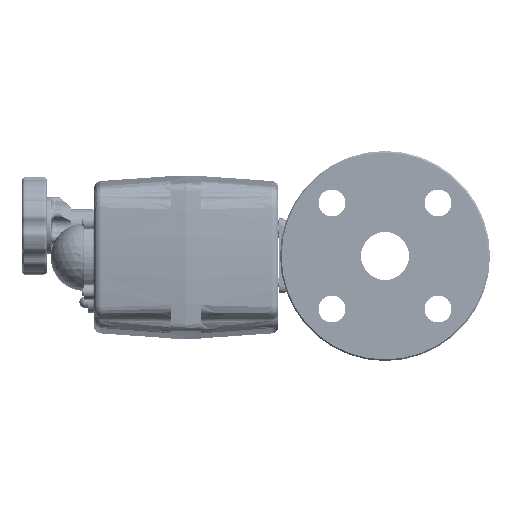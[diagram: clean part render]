
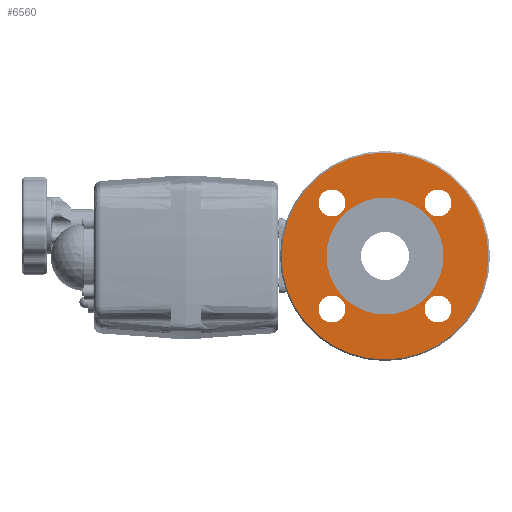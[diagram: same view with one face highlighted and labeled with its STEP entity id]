
A CAD part, left-side view. The second image highlights one B-rep face of the part: STEP entity #6560.
In plain terms, the highlighted planar face has unit normal (-1, 0, 0).
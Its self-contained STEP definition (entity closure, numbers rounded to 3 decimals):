
#6560=ADVANCED_FACE('',(#17763,#17764,#17765,#17766,#17767,#17768),#17769,.T.);
#17763=FACE_OUTER_BOUND('',#36089,.T.);
#17764=FACE_BOUND('',#36090,.T.);
#17765=FACE_BOUND('',#36091,.T.);
#17766=FACE_BOUND('',#36092,.T.);
#17767=FACE_BOUND('',#36093,.T.);
#17768=FACE_BOUND('',#36094,.T.);
#17769=PLANE('',#36095);
#36089=EDGE_LOOP('',(#82804,#82805));
#36090=EDGE_LOOP('',(#82806,#82807));
#36091=EDGE_LOOP('',(#82808,#82809));
#36092=EDGE_LOOP('',(#82810,#82811));
#36093=EDGE_LOOP('',(#82812,#82813));
#36094=EDGE_LOOP('',(#82814,#82815));
#36095=AXIS2_PLACEMENT_3D('',#82816,#82817,#82818);
#82804=ORIENTED_EDGE('',*,*,#125156,.F.);
#82805=ORIENTED_EDGE('',*,*,#126576,.F.);
#82806=ORIENTED_EDGE('',*,*,#125162,.T.);
#82807=ORIENTED_EDGE('',*,*,#126574,.T.);
#82808=ORIENTED_EDGE('',*,*,#126485,.T.);
#82809=ORIENTED_EDGE('',*,*,#125238,.T.);
#82810=ORIENTED_EDGE('',*,*,#126487,.T.);
#82811=ORIENTED_EDGE('',*,*,#125233,.T.);
#82812=ORIENTED_EDGE('',*,*,#126489,.T.);
#82813=ORIENTED_EDGE('',*,*,#125228,.T.);
#82814=ORIENTED_EDGE('',*,*,#126491,.T.);
#82815=ORIENTED_EDGE('',*,*,#125223,.T.);
#82816=CARTESIAN_POINT('',(-115.511,34.057,4.464));
#82817=DIRECTION('',(-1.0,0.,0.));
#82818=DIRECTION('',(0.,1.0,0.0));
#125156=EDGE_CURVE('',#143222,#143224,#143225,.T.);
#125162=EDGE_CURVE('',#143229,#143233,#143235,.T.);
#125223=EDGE_CURVE('',#143344,#143341,#143345,.T.);
#125228=EDGE_CURVE('',#143353,#143350,#143354,.T.);
#125233=EDGE_CURVE('',#143362,#143359,#143363,.T.);
#125238=EDGE_CURVE('',#143371,#143368,#143372,.T.);
#126485=EDGE_CURVE('',#143368,#143371,#145181,.T.);
#126487=EDGE_CURVE('',#143359,#143362,#145183,.T.);
#126489=EDGE_CURVE('',#143350,#143353,#145185,.T.);
#126491=EDGE_CURVE('',#143341,#143344,#145187,.T.);
#126574=EDGE_CURVE('',#143233,#143229,#145286,.T.);
#126576=EDGE_CURVE('',#143224,#143222,#145288,.T.);
#143222=VERTEX_POINT('',#169074);
#143224=VERTEX_POINT('',#169077);
#143225=CIRCLE('',#169078,69.0);
#143229=VERTEX_POINT('',#169083);
#143233=VERTEX_POINT('',#169088);
#143235=CIRCLE('',#169091,39.0);
#143341=VERTEX_POINT('',#169242);
#143344=VERTEX_POINT('',#169246);
#143345=CIRCLE('',#169247,9.0);
#143350=VERTEX_POINT('',#169253);
#143353=VERTEX_POINT('',#169257);
#143354=CIRCLE('',#169258,9.0);
#143359=VERTEX_POINT('',#169264);
#143362=VERTEX_POINT('',#169268);
#143363=CIRCLE('',#169269,9.0);
#143368=VERTEX_POINT('',#169275);
#143371=VERTEX_POINT('',#169279);
#143372=CIRCLE('',#169280,9.0);
#145181=CIRCLE('',#172659,9.0);
#145183=CIRCLE('',#172661,9.0);
#145185=CIRCLE('',#172663,9.0);
#145187=CIRCLE('',#172665,9.0);
#145286=CIRCLE('',#172796,39.0);
#145288=CIRCLE('',#172798,69.0);
#169074=CARTESIAN_POINT('',(-115.511,49.057,4.464));
#169077=CARTESIAN_POINT('',(-115.511,-88.943,4.464));
#169078=AXIS2_PLACEMENT_3D('',#214882,#214883,#214884);
#169083=CARTESIAN_POINT('',(-115.511,19.057,4.464));
#169088=CARTESIAN_POINT('',(-115.511,-58.943,4.464));
#169091=AXIS2_PLACEMENT_3D('',#214891,#214892,#214893);
#169242=CARTESIAN_POINT('',(-115.511,-55.298,-21.892));
#169246=CARTESIAN_POINT('',(-115.511,-55.298,-39.892));
#169247=AXIS2_PLACEMENT_3D('',#214990,#214991,#214992);
#169253=CARTESIAN_POINT('',(-115.511,15.413,48.819));
#169257=CARTESIAN_POINT('',(-115.511,15.413,30.819));
#169258=AXIS2_PLACEMENT_3D('',#214998,#214999,#215000);
#169264=CARTESIAN_POINT('',(-115.511,15.413,-21.892));
#169268=CARTESIAN_POINT('',(-115.511,15.413,-39.892));
#169269=AXIS2_PLACEMENT_3D('',#215006,#215007,#215008);
#169275=CARTESIAN_POINT('',(-115.511,-55.298,48.819));
#169279=CARTESIAN_POINT('',(-115.511,-55.298,30.819));
#169280=AXIS2_PLACEMENT_3D('',#215014,#215015,#215016);
#172659=AXIS2_PLACEMENT_3D('',#216267,#216268,#216269);
#172661=AXIS2_PLACEMENT_3D('',#216270,#216271,#216272);
#172663=AXIS2_PLACEMENT_3D('',#216273,#216274,#216275);
#172665=AXIS2_PLACEMENT_3D('',#216276,#216277,#216278);
#172796=AXIS2_PLACEMENT_3D('',#216371,#216372,#216373);
#172798=AXIS2_PLACEMENT_3D('',#216374,#216375,#216376);
#214882=CARTESIAN_POINT('',(-115.511,-19.943,4.464));
#214883=DIRECTION('',(1.0,0.,0.));
#214884=DIRECTION('',(0.,1.0,0.));
#214891=CARTESIAN_POINT('',(-115.511,-19.943,4.464));
#214892=DIRECTION('',(1.0,0.,0.));
#214893=DIRECTION('',(0.,1.0,0.));
#214990=CARTESIAN_POINT('',(-115.511,-55.298,-30.892));
#214991=DIRECTION('',(1.0,0.,0.));
#214992=DIRECTION('',(0.,0.,1.0));
#214998=CARTESIAN_POINT('',(-115.511,15.413,39.819));
#214999=DIRECTION('',(1.0,0.,0.));
#215000=DIRECTION('',(0.,0.,1.0));
#215006=CARTESIAN_POINT('',(-115.511,15.413,-30.892));
#215007=DIRECTION('',(1.0,0.,0.));
#215008=DIRECTION('',(0.,0.,1.0));
#215014=CARTESIAN_POINT('',(-115.511,-55.298,39.819));
#215015=DIRECTION('',(1.0,0.,0.));
#215016=DIRECTION('',(0.,0.,1.0));
#216267=CARTESIAN_POINT('',(-115.511,-55.298,39.819));
#216268=DIRECTION('',(1.0,0.,0.));
#216269=DIRECTION('',(0.,0.,1.0));
#216270=CARTESIAN_POINT('',(-115.511,15.413,-30.892));
#216271=DIRECTION('',(1.0,0.,0.));
#216272=DIRECTION('',(0.,0.,1.0));
#216273=CARTESIAN_POINT('',(-115.511,15.413,39.819));
#216274=DIRECTION('',(1.0,0.,0.));
#216275=DIRECTION('',(0.,0.,1.0));
#216276=CARTESIAN_POINT('',(-115.511,-55.298,-30.892));
#216277=DIRECTION('',(1.0,0.,0.));
#216278=DIRECTION('',(0.,0.,1.0));
#216371=CARTESIAN_POINT('',(-115.511,-19.943,4.464));
#216372=DIRECTION('',(1.0,0.,0.));
#216373=DIRECTION('',(0.,1.0,0.));
#216374=CARTESIAN_POINT('',(-115.511,-19.943,4.464));
#216375=DIRECTION('',(1.0,0.,0.));
#216376=DIRECTION('',(0.,1.0,0.));
